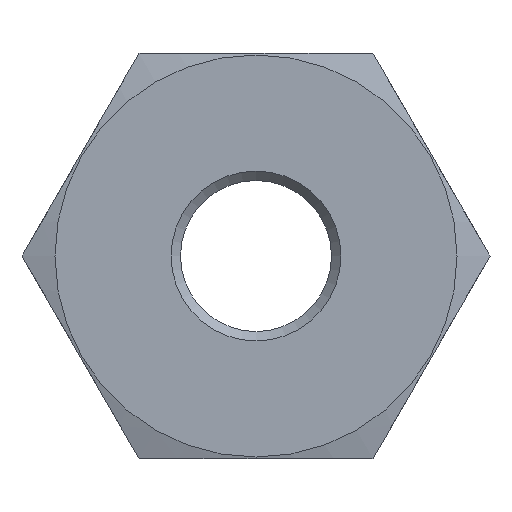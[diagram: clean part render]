
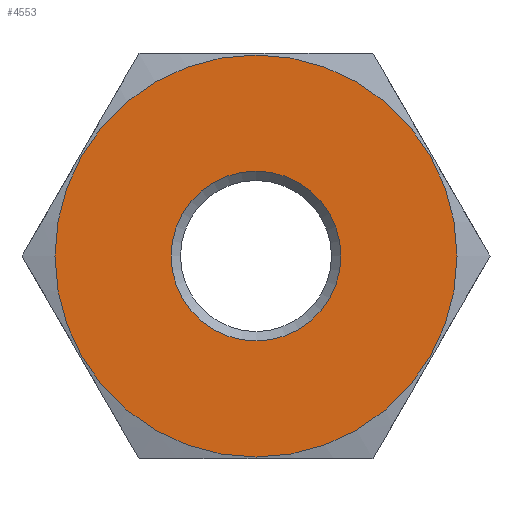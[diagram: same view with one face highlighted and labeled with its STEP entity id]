
A CAD part, left-side view. The second image highlights one B-rep face of the part: STEP entity #4553.
In plain terms, the highlighted planar face has unit normal (-1, 0, 0).
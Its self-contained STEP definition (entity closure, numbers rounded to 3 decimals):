
#80 = DIRECTION ( 'NONE',  ( -1., 0., 0. ) ) ;
#174 = CIRCLE ( 'NONE', #12827, 10.477 ) ;
#420 = VERTEX_POINT ( 'NONE', #6308 ) ;
#909 = EDGE_CURVE ( 'NONE', #420, #420, #174, .T. ) ;
#1591 = AXIS2_PLACEMENT_3D ( 'NONE', #11723, #80, #10470 ) ;
#2448 = VERTEX_POINT ( 'NONE', #12217 ) ;
#2965 = FACE_OUTER_BOUND ( 'NONE', #4267, .T. ) ;
#3015 = EDGE_LOOP ( 'NONE', ( #5177 ) ) ;
#3054 = CIRCLE ( 'NONE', #1591, 24.8 ) ;
#3908 = DIRECTION ( 'NONE',  ( 0., 0., -1. ) ) ;
#3982 = DIRECTION ( 'NONE',  ( 1., 0., 0. ) ) ;
#4267 = EDGE_LOOP ( 'NONE', ( #10465 ) ) ;
#4553 = ADVANCED_FACE ( 'NONE', ( #13525, #2965 ), #5380, .F. ) ;
#5011 = EDGE_CURVE ( 'NONE', #2448, #2448, #3054, .T. ) ;
#5177 = ORIENTED_EDGE ( 'NONE', *, *, #909, .F. ) ;
#5380 = PLANE ( 'NONE',  #15298 ) ;
#6308 = CARTESIAN_POINT ( 'NONE',  ( 0., 0., 10.477 ) ) ;
#7667 = CARTESIAN_POINT ( 'NONE',  ( 0., 0., 0. ) ) ;
#9866 = CARTESIAN_POINT ( 'NONE',  ( 0., 30.5, 0. ) ) ;
#10465 = ORIENTED_EDGE ( 'NONE', *, *, #5011, .T. ) ;
#10470 = DIRECTION ( 'NONE',  ( 0., 0., 1. ) ) ;
#11723 = CARTESIAN_POINT ( 'NONE',  ( 0., 0., 0. ) ) ;
#12217 = CARTESIAN_POINT ( 'NONE',  ( 0., 0., 24.8 ) ) ;
#12577 = DIRECTION ( 'NONE',  ( -1., 0., 0. ) ) ;
#12655 = DIRECTION ( 'NONE',  ( 0., 0., 1. ) ) ;
#12827 = AXIS2_PLACEMENT_3D ( 'NONE', #7667, #12577, #12655 ) ;
#13525 = FACE_BOUND ( 'NONE', #3015, .T. ) ;
#15298 = AXIS2_PLACEMENT_3D ( 'NONE', #9866, #3982, #3908 ) ;
